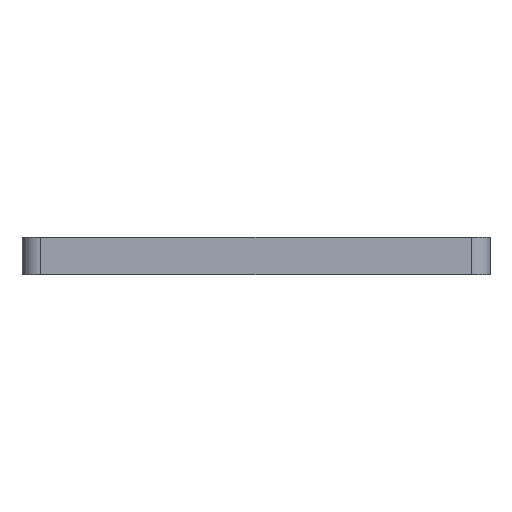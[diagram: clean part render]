
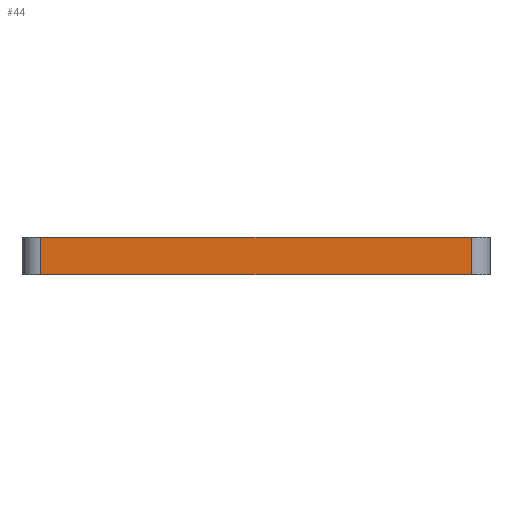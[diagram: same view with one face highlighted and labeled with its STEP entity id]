
A CAD part, left-side view. The second image highlights one B-rep face of the part: STEP entity #44.
In plain terms, the highlighted planar face has unit normal (-1, 0, 0).
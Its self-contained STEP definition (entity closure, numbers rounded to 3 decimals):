
#16 = EDGE_CURVE ( 'NONE', #1419, #1376, #2829, .T. ) ;
#35 = EDGE_CURVE ( 'NONE', #1419, #1446, #2076, .T. ) ;
#44 = ADVANCED_FACE ( 'NONE', ( #1912 ), #538, .F. ) ;
#216 = CARTESIAN_POINT ( 'NONE',  ( 0., 2., 4. ) ) ;
#289 = DIRECTION ( 'NONE',  ( 0., -1., 0. ) ) ;
#306 = EDGE_LOOP ( 'NONE', ( #2494, #2490, #2488, #2478 ) ) ;
#514 = CARTESIAN_POINT ( 'NONE',  ( 0., 0., 4. ) ) ;
#538 = PLANE ( 'NONE',  #1484 ) ;
#542 = DIRECTION ( 'NONE',  ( 0., 0., -1. ) ) ;
#545 = CARTESIAN_POINT ( 'NONE',  ( 0., 48., 4. ) ) ;
#547 = CARTESIAN_POINT ( 'NONE',  ( 0., 0., 4. ) ) ;
#557 = DIRECTION ( 'NONE',  ( 0., 0., -1. ) ) ;
#615 = DIRECTION ( 'NONE',  ( 1., 0., 0. ) ) ;
#1376 = VERTEX_POINT ( 'NONE', #3089 ) ;
#1419 = VERTEX_POINT ( 'NONE', #2933 ) ;
#1437 = VERTEX_POINT ( 'NONE', #3912 ) ;
#1446 = VERTEX_POINT ( 'NONE', #4000 ) ;
#1484 = AXIS2_PLACEMENT_3D ( 'NONE', #547, #615, #557 ) ;
#1525 = VECTOR ( 'NONE', #4011, 1000. ) ;
#1538 = LINE ( 'NONE', #216, #1525 ) ;
#1565 = CARTESIAN_POINT ( 'NONE',  ( 0., 0., 0. ) ) ;
#1581 = VECTOR ( 'NONE', #2651, 1000. ) ;
#1595 = LINE ( 'NONE', #1565, #1581 ) ;
#1912 = FACE_OUTER_BOUND ( 'NONE', #306, .T. ) ;
#2076 = LINE ( 'NONE', #545, #3063 ) ;
#2478 = ORIENTED_EDGE ( 'NONE', *, *, #35, .T. ) ;
#2488 = ORIENTED_EDGE ( 'NONE', *, *, #16, .F. ) ;
#2490 = ORIENTED_EDGE ( 'NONE', *, *, #4044, .T. ) ;
#2494 = ORIENTED_EDGE ( 'NONE', *, *, #3997, .T. ) ;
#2591 = VECTOR ( 'NONE', #289, 1000. ) ;
#2651 = DIRECTION ( 'NONE',  ( 0., -1., 0. ) ) ;
#2829 = LINE ( 'NONE', #514, #2591 ) ;
#2933 = CARTESIAN_POINT ( 'NONE',  ( 0., 48., 4. ) ) ;
#3063 = VECTOR ( 'NONE', #542, 1000. ) ;
#3089 = CARTESIAN_POINT ( 'NONE',  ( 0., 2., 4. ) ) ;
#3912 = CARTESIAN_POINT ( 'NONE',  ( 0., 2., 0. ) ) ;
#3997 = EDGE_CURVE ( 'NONE', #1446, #1437, #1595, .T. ) ;
#4000 = CARTESIAN_POINT ( 'NONE',  ( 0., 48., 0. ) ) ;
#4011 = DIRECTION ( 'NONE',  ( 0., 0., 1. ) ) ;
#4044 = EDGE_CURVE ( 'NONE', #1437, #1376, #1538, .T. ) ;
